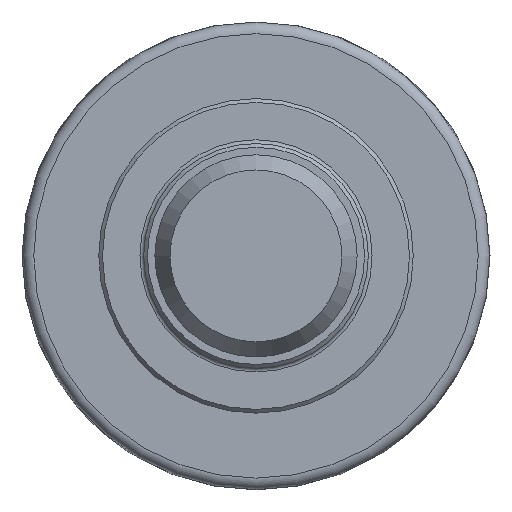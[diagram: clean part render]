
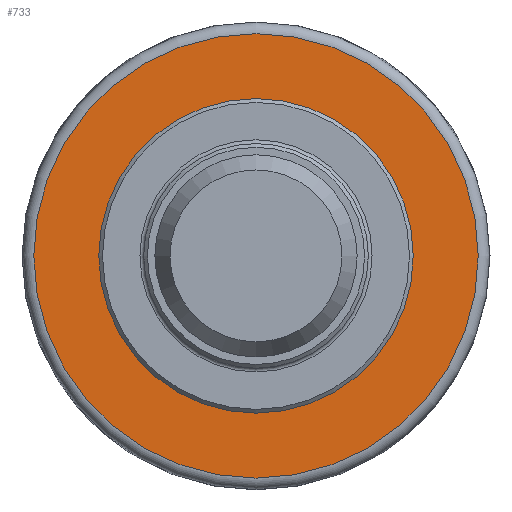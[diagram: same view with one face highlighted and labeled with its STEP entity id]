
A CAD part, left-side view. The second image highlights one B-rep face of the part: STEP entity #733.
In plain terms, the highlighted planar face has unit normal (-1, 0, 0).
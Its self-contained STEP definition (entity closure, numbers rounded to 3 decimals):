
#665=CARTESIAN_POINT('',(14.9,0.,27.325));
#666=DIRECTION('',(-1.0,0.0,0.0));
#667=DIRECTION('',(0.0,-1.0,0.0));
#668=AXIS2_PLACEMENT_3D('',#665,#666,#667);
#669=PLANE('',#668);
#670=CARTESIAN_POINT('',(14.9,0.,29.678));
#671=VERTEX_POINT('',#670);
#672=CARTESIAN_POINT('',(14.9,0.,0.));
#673=DIRECTION('',(1.0,0.0,0.0));
#674=DIRECTION('',(0.0,0.0,-1.0));
#675=AXIS2_PLACEMENT_3D('',#672,#673,#674);
#676=CIRCLE('',#675,29.678);
#677=EDGE_CURVE('',#671,#671,#676,.T.);
#678=ORIENTED_EDGE('',*,*,#677,.F.);
#679=EDGE_LOOP('',(#678));
#680=FACE_OUTER_BOUND('',#679,.T.);
#681=CARTESIAN_POINT('',(14.9,1.109,18.25));
#682=VERTEX_POINT('',#681);
#683=CARTESIAN_POINT('',(14.9,1.109,18.978));
#684=VERTEX_POINT('',#683);
#685=CARTESIAN_POINT('',(14.9,1.109,18.25));
#686=DIRECTION('',(0.0,0.0,1.0));
#687=VECTOR('',#686,0.728);
#688=LINE('',#685,#687);
#689=EDGE_CURVE('',#682,#684,#688,.T.);
#690=ORIENTED_EDGE('',*,*,#689,.F.);
#691=CARTESIAN_POINT('',(14.9,0.99,18.25));
#692=VERTEX_POINT('',#691);
#693=CARTESIAN_POINT('',(14.9,0.99,18.25));
#694=DIRECTION('',(0.0,1.0,0.0));
#695=VECTOR('',#694,0.119);
#696=LINE('',#693,#695);
#697=EDGE_CURVE('',#692,#682,#696,.T.);
#698=ORIENTED_EDGE('',*,*,#697,.F.);
#699=CARTESIAN_POINT('',(14.9,-0.99,18.25));
#700=VERTEX_POINT('',#699);
#701=CARTESIAN_POINT('',(14.9,0.0,16.8));
#702=DIRECTION('',(1.0,0.0,0.0));
#703=DIRECTION('',(0.0,0.0,1.0));
#704=AXIS2_PLACEMENT_3D('',#701,#702,#703);
#705=ELLIPSE('',#704,2.375,1.25);
#706=EDGE_CURVE('',#700,#692,#705,.T.);
#707=ORIENTED_EDGE('',*,*,#706,.F.);
#708=CARTESIAN_POINT('',(14.9,-1.109,18.25));
#709=VERTEX_POINT('',#708);
#710=CARTESIAN_POINT('',(14.9,-1.109,18.25));
#711=DIRECTION('',(0.0,1.0,0.0));
#712=VECTOR('',#711,0.119);
#713=LINE('',#710,#712);
#714=EDGE_CURVE('',#709,#700,#713,.T.);
#715=ORIENTED_EDGE('',*,*,#714,.F.);
#716=CARTESIAN_POINT('',(14.9,-1.109,18.978));
#717=VERTEX_POINT('',#716);
#718=CARTESIAN_POINT('',(14.9,-1.109,18.978));
#719=DIRECTION('',(0.0,0.0,-1.0));
#720=VECTOR('',#719,0.728);
#721=LINE('',#718,#720);
#722=EDGE_CURVE('',#717,#709,#721,.T.);
#723=ORIENTED_EDGE('',*,*,#722,.F.);
#724=CARTESIAN_POINT('',(14.9,0.,0.));
#725=DIRECTION('',(-1.0,0.0,0.0));
#726=DIRECTION('',(0.0,0.0,-1.0));
#727=AXIS2_PLACEMENT_3D('',#724,#725,#726);
#728=CIRCLE('',#727,19.01);
#729=EDGE_CURVE('',#684,#717,#728,.T.);
#730=ORIENTED_EDGE('',*,*,#729,.F.);
#731=EDGE_LOOP('',(#690,#698,#707,#715,#723,#730));
#732=FACE_BOUND('',#731,.T.);
#733=ADVANCED_FACE('',(#680,#732),#669,.T.);
